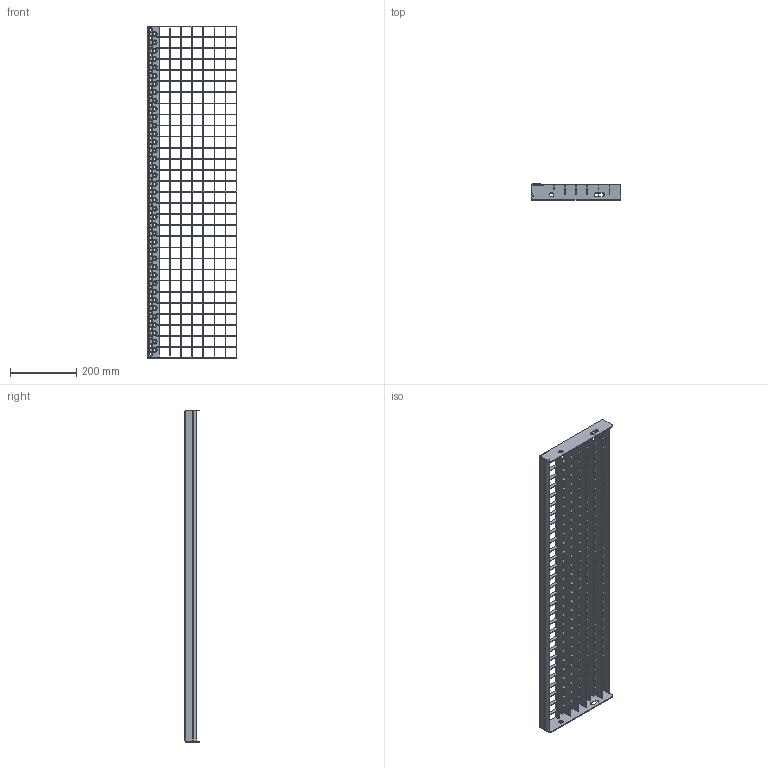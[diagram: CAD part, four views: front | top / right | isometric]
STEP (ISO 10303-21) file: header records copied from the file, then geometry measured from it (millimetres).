
FILE_DESCRIPTION (( 'STEP AP214' ), '1' );
FILE_NAME ('MG-Tread_Industrial-ASN-1000x270x30-F260010101.STEP', '2021-11-25T06:22:30', ( '' ), ( '' ), 'SwSTEP 2.0', 'SolidWorks 2021', '' );
FILE_SCHEMA (( 'AUTOMOTIVE_DESIGN' ));
Length unit declared in the file: millimetre
Products named in the file (6): ENDEPLADE 60X270X2; MG-Tread_Industrial-ASN-1000x270x30-F260010101; FORKANT 35X38X994X2 O2 OPTRÆK; BÆRESTAV_UDHAK_25X994X2_33X33; LAMEL 2X10X243; BÆRESTAV 25X994X2_33X33
Assembly tree (39 placements, depth 2):
  MG-Tread_Industrial-ASN-1000x270x30-F260010101
    FORKANT 35X38X994X2 O2 OPTRÆK
    ENDEPLADE 60X270X2  x2
    BÆRESTAV 25X994X2_33X33  x5
    LAMEL 2X10X243  x29
    BÆRESTAV_UDHAK_25X994X2_33X33  x2
Bounding box: 270 x 48 x 999 mm (x, y, z)
Volume: 757137.8 mm3; surface area: 813354.1 mm2
Topology: 39 solids, 39 shells, 1938 faces, 5248 edges, 3388 vertices
Faces by surface type: plane 1128, cone 474, torus 316, cylinder 20
Entity records: 35000 total; most frequent: DIRECTION 6746, CARTESIAN_POINT 5832, ORIENTED_EDGE 5780, EDGE_CURVE 2890, AXIS2_PLACEMENT_3D 2730, VERTEX_POINT 1816, CIRCLE 1604, LINE 1286
